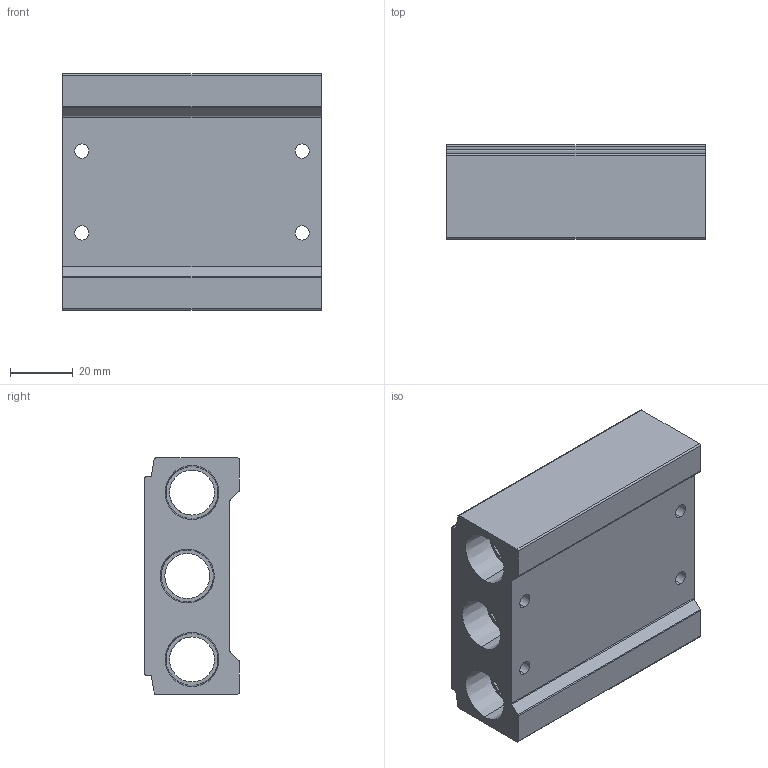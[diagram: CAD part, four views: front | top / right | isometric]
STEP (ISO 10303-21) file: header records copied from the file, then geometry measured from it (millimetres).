
FILE_DESCRIPTION (( 'STEP AP203' ), '1' );
FILE_NAME ('AM-532.step', '2021-01-06T21:31:18', ( '' ), ( '' ), 'SwSTEP 2.0', 'SolidWorks 2019', '' );
FILE_SCHEMA (( 'CONFIG_CONTROL_DESIGN' ));
Length unit declared in the file: millimetre
Products named in the file (1): AM-532
Bounding box: 82 x 30 x 75 mm (x, y, z)
Volume: 120119.1 mm3; surface area: 34106.8 mm2
Topology: 1 solids, 1 shells, 93 faces, 251 edges, 158 vertices
Faces by surface type: cylinder 45, plane 28, cone 20
Entity records: 3376 total; most frequent: CARTESIAN_POINT 867, DIRECTION 537, ORIENTED_EDGE 486, EDGE_CURVE 243, AXIS2_PLACEMENT_3D 212, VERTEX_POINT 158, EDGE_LOOP 125, CIRCLE 118
